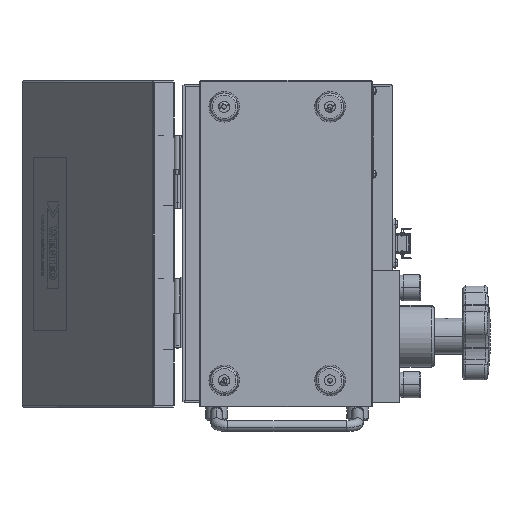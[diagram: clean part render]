
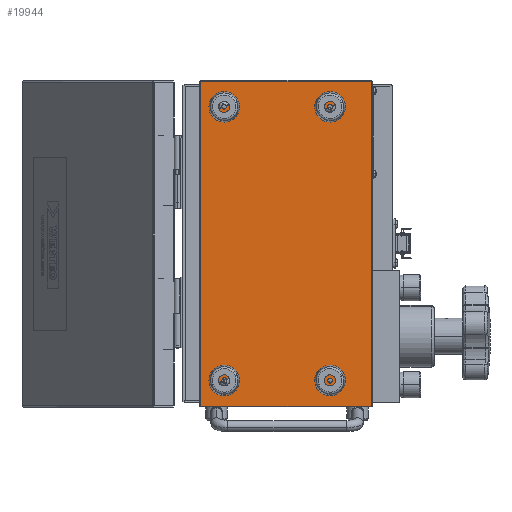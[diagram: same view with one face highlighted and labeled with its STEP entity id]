
A CAD part, front view. The second image highlights one B-rep face of the part: STEP entity #19944.
In plain terms, the highlighted planar face has unit normal (0, -1, 0).
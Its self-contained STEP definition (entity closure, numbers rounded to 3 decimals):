
#351 = EDGE_CURVE ( 'NONE', #22492, #19959, #29664, .T. ) ;
#420 = VERTEX_POINT ( 'NONE', #21272 ) ;
#767 = DIRECTION ( 'NONE',  ( 0., -1., 0. ) ) ;
#800 = ORIENTED_EDGE ( 'NONE', *, *, #34361, .T. ) ;
#1043 = EDGE_CURVE ( 'NONE', #37395, #5412, #32200, .T. ) ;
#2130 = DIRECTION ( 'NONE',  ( 0., -1., 0. ) ) ;
#2466 = DIRECTION ( 'NONE',  ( 0., -1., 0. ) ) ;
#2843 = CARTESIAN_POINT ( 'NONE',  ( 0., 0., -235. ) ) ;
#3921 = ORIENTED_EDGE ( 'NONE', *, *, #13093, .F. ) ;
#4574 = DIRECTION ( 'NONE',  ( 0., -1., 0. ) ) ;
#4614 = EDGE_CURVE ( 'NONE', #19849, #22492, #33344, .T. ) ;
#4892 = CIRCLE ( 'NONE', #19805, 1.65 ) ;
#4957 = EDGE_CURVE ( 'NONE', #26541, #21439, #32140, .T. ) ;
#5412 = VERTEX_POINT ( 'NONE', #11058 ) ;
#5425 = AXIS2_PLACEMENT_3D ( 'NONE', #27422, #10280, #30729 ) ;
#6195 = ORIENTED_EDGE ( 'NONE', *, *, #351, .T. ) ;
#6374 = EDGE_CURVE ( 'NONE', #18342, #12173, #4892, .T. ) ;
#6677 = DIRECTION ( 'NONE',  ( -1., 0., 0. ) ) ;
#7721 = EDGE_CURVE ( 'NONE', #28894, #30720, #32597, .T. ) ;
#7999 = ORIENTED_EDGE ( 'NONE', *, *, #31064, .F. ) ;
#8867 = FACE_BOUND ( 'NONE', #8887, .T. ) ;
#8877 = AXIS2_PLACEMENT_3D ( 'NONE', #28927, #2466, #31668 ) ;
#8887 = EDGE_LOOP ( 'NONE', ( #21221, #36096 ) ) ;
#9012 = CARTESIAN_POINT ( 'NONE',  ( 0., 0., -234.5 ) ) ;
#9379 = CIRCLE ( 'NONE', #23654, 1.65 ) ;
#9410 = AXIS2_PLACEMENT_3D ( 'NONE', #10417, #4574, #14104 ) ;
#10280 = DIRECTION ( 'NONE',  ( 0., -1., 0. ) ) ;
#10299 = CARTESIAN_POINT ( 'NONE',  ( -30.3, 0., -216. ) ) ;
#10370 = ORIENTED_EDGE ( 'NONE', *, *, #19022, .T. ) ;
#10408 = VECTOR ( 'NONE', #15068, 1000. ) ;
#10417 = CARTESIAN_POINT ( 'NONE',  ( -106.5, 0., -19. ) ) ;
#10911 = DIRECTION ( 'NONE',  ( 0., -1., 0. ) ) ;
#11058 = CARTESIAN_POINT ( 'NONE',  ( -106.5, 0., -20.65 ) ) ;
#11173 = LINE ( 'NONE', #9012, #13151 ) ;
#12173 = VERTEX_POINT ( 'NONE', #30448 ) ;
#13093 = EDGE_CURVE ( 'NONE', #21439, #26541, #33399, .T. ) ;
#13151 = VECTOR ( 'NONE', #29637, 1000. ) ;
#13600 = VECTOR ( 'NONE', #26967, 1000. ) ;
#13833 = CARTESIAN_POINT ( 'NONE',  ( -106.5, 0., -19. ) ) ;
#13888 = AXIS2_PLACEMENT_3D ( 'NONE', #2843, #21832, #29891 ) ;
#14104 = DIRECTION ( 'NONE',  ( 0., 0., 1. ) ) ;
#14179 = CARTESIAN_POINT ( 'NONE',  ( -30.3, 0., -19. ) ) ;
#15068 = DIRECTION ( 'NONE',  ( 0., 0., -1. ) ) ;
#15925 = DIRECTION ( 'NONE',  ( 0., 0., 1. ) ) ;
#15965 = EDGE_LOOP ( 'NONE', ( #7999, #17545 ) ) ;
#16104 = DIRECTION ( 'NONE',  ( 0., -1., 0. ) ) ;
#16620 = AXIS2_PLACEMENT_3D ( 'NONE', #14179, #2130, #17804 ) ;
#17379 = CARTESIAN_POINT ( 'NONE',  ( -106.5, 0., -17.35 ) ) ;
#17545 = ORIENTED_EDGE ( 'NONE', *, *, #7721, .F. ) ;
#17593 = CARTESIAN_POINT ( 'NONE',  ( -123.5, 0., -0.5 ) ) ;
#17804 = DIRECTION ( 'NONE',  ( 0., 0., 1. ) ) ;
#18342 = VERTEX_POINT ( 'NONE', #32702 ) ;
#18448 = CARTESIAN_POINT ( 'NONE',  ( -106.5, 0., -216. ) ) ;
#18826 = CARTESIAN_POINT ( 'NONE',  ( -30.3, 0., -216. ) ) ;
#19022 = EDGE_CURVE ( 'NONE', #19959, #420, #11173, .T. ) ;
#19805 = AXIS2_PLACEMENT_3D ( 'NONE', #10299, #22148, #24703 ) ;
#19849 = VERTEX_POINT ( 'NONE', #32289 ) ;
#19944 = ADVANCED_FACE ( 'NONE', ( #8867, #23856, #33008, #33725, #20728 ), #20918, .F. ) ;
#19959 = VERTEX_POINT ( 'NONE', #32630 ) ;
#20728 = FACE_OUTER_BOUND ( 'NONE', #38004, .T. ) ;
#20918 = PLANE ( 'NONE',  #13888 ) ;
#21221 = ORIENTED_EDGE ( 'NONE', *, *, #6374, .F. ) ;
#21272 = CARTESIAN_POINT ( 'NONE',  ( -0.5, 0., -234.5 ) ) ;
#21439 = VERTEX_POINT ( 'NONE', #31828 ) ;
#21484 = CARTESIAN_POINT ( 'NONE',  ( -106.5, 0., -217.65 ) ) ;
#21590 = EDGE_LOOP ( 'NONE', ( #3921, #36965 ) ) ;
#21832 = DIRECTION ( 'NONE',  ( 0., 1., 0. ) ) ;
#22148 = DIRECTION ( 'NONE',  ( 0., -1., 0. ) ) ;
#22492 = VERTEX_POINT ( 'NONE', #17593 ) ;
#22765 = DIRECTION ( 'NONE',  ( 0., 0., 1. ) ) ;
#23654 = AXIS2_PLACEMENT_3D ( 'NONE', #18826, #16104, #25064 ) ;
#23856 = FACE_BOUND ( 'NONE', #21590, .T. ) ;
#24703 = DIRECTION ( 'NONE',  ( 0., 0., 1. ) ) ;
#25064 = DIRECTION ( 'NONE',  ( 0., 0., 1. ) ) ;
#25355 = AXIS2_PLACEMENT_3D ( 'NONE', #13833, #10911, #22765 ) ;
#26541 = VERTEX_POINT ( 'NONE', #36700 ) ;
#26557 = CARTESIAN_POINT ( 'NONE',  ( -123.5, 0., -235. ) ) ;
#26967 = DIRECTION ( 'NONE',  ( 0., 0., 1. ) ) ;
#27127 = VECTOR ( 'NONE', #6677, 1000. ) ;
#27422 = CARTESIAN_POINT ( 'NONE',  ( -30.3, 0., -19. ) ) ;
#28787 = AXIS2_PLACEMENT_3D ( 'NONE', #18448, #767, #15925 ) ;
#28894 = VERTEX_POINT ( 'NONE', #21484 ) ;
#28927 = CARTESIAN_POINT ( 'NONE',  ( -106.5, 0., -216. ) ) ;
#29637 = DIRECTION ( 'NONE',  ( 1., 0., 0. ) ) ;
#29664 = LINE ( 'NONE', #26557, #10408 ) ;
#29891 = DIRECTION ( 'NONE',  ( -1., 0., 0. ) ) ;
#30448 = CARTESIAN_POINT ( 'NONE',  ( -30.3, 0., -217.65 ) ) ;
#30720 = VERTEX_POINT ( 'NONE', #37198 ) ;
#30729 = DIRECTION ( 'NONE',  ( 0., 0., 1. ) ) ;
#31064 = EDGE_CURVE ( 'NONE', #30720, #28894, #33147, .T. ) ;
#31668 = DIRECTION ( 'NONE',  ( 0., 0., 1. ) ) ;
#31828 = CARTESIAN_POINT ( 'NONE',  ( -30.3, 0., -17.35 ) ) ;
#32140 = CIRCLE ( 'NONE', #5425, 1.65 ) ;
#32200 = CIRCLE ( 'NONE', #25355, 1.65 ) ;
#32233 = ORIENTED_EDGE ( 'NONE', *, *, #1043, .F. ) ;
#32239 = CARTESIAN_POINT ( 'NONE',  ( -0.5, 0., -235. ) ) ;
#32289 = CARTESIAN_POINT ( 'NONE',  ( -0.5, 0., -0.5 ) ) ;
#32597 = CIRCLE ( 'NONE', #8877, 1.65 ) ;
#32630 = CARTESIAN_POINT ( 'NONE',  ( -123.5, 0., -234.5 ) ) ;
#32702 = CARTESIAN_POINT ( 'NONE',  ( -30.3, 0., -214.35 ) ) ;
#32973 = CARTESIAN_POINT ( 'NONE',  ( -124., 0., -0.5 ) ) ;
#33008 = FACE_BOUND ( 'NONE', #33569, .T. ) ;
#33147 = CIRCLE ( 'NONE', #28787, 1.65 ) ;
#33344 = LINE ( 'NONE', #32973, #27127 ) ;
#33399 = CIRCLE ( 'NONE', #16620, 1.65 ) ;
#33569 = EDGE_LOOP ( 'NONE', ( #32233, #34309 ) ) ;
#33725 = FACE_BOUND ( 'NONE', #15965, .T. ) ;
#34309 = ORIENTED_EDGE ( 'NONE', *, *, #36999, .F. ) ;
#34361 = EDGE_CURVE ( 'NONE', #420, #19849, #35154, .T. ) ;
#35154 = LINE ( 'NONE', #32239, #13600 ) ;
#36096 = ORIENTED_EDGE ( 'NONE', *, *, #36531, .F. ) ;
#36144 = CIRCLE ( 'NONE', #9410, 1.65 ) ;
#36531 = EDGE_CURVE ( 'NONE', #12173, #18342, #9379, .T. ) ;
#36700 = CARTESIAN_POINT ( 'NONE',  ( -30.3, 0., -20.65 ) ) ;
#36965 = ORIENTED_EDGE ( 'NONE', *, *, #4957, .F. ) ;
#36999 = EDGE_CURVE ( 'NONE', #5412, #37395, #36144, .T. ) ;
#37198 = CARTESIAN_POINT ( 'NONE',  ( -106.5, 0., -214.35 ) ) ;
#37395 = VERTEX_POINT ( 'NONE', #17379 ) ;
#38004 = EDGE_LOOP ( 'NONE', ( #38400, #6195, #10370, #800 ) ) ;
#38400 = ORIENTED_EDGE ( 'NONE', *, *, #4614, .T. ) ;
